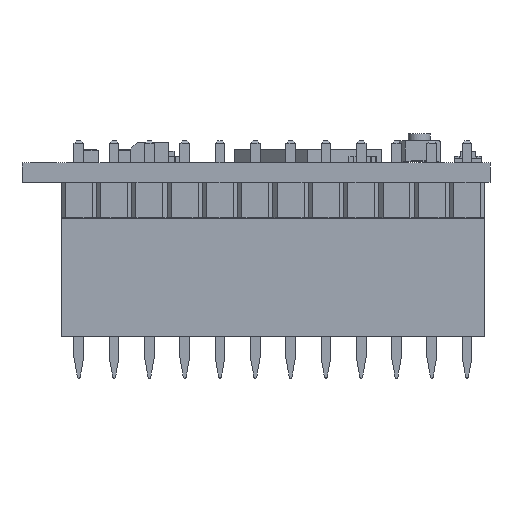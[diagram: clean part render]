
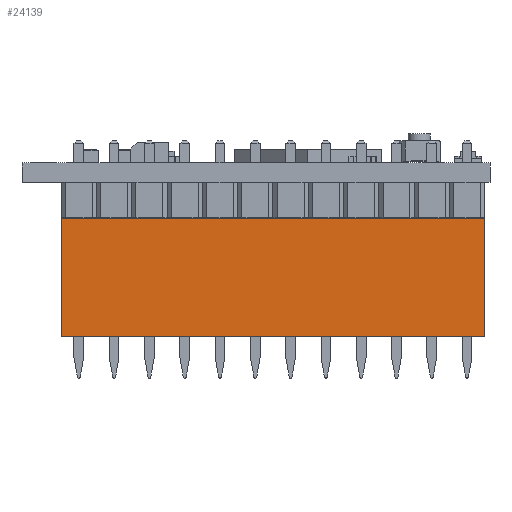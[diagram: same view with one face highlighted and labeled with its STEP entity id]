
A CAD part, left-side view. The second image highlights one B-rep face of the part: STEP entity #24139.
In plain terms, the highlighted planar face has unit normal (-1, 0, 0).
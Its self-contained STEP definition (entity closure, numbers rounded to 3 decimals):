
#23665 = VERTEX_POINT('',#23666);
#23666 = CARTESIAN_POINT('',(-1.27,1.27,8.5));
#23674 = EDGE_CURVE('',#23675,#23665,#23677,.T.);
#23675 = VERTEX_POINT('',#23676);
#23676 = CARTESIAN_POINT('',(-1.27,-29.21,8.5));
#23677 = LINE('',#23678,#23679);
#23678 = CARTESIAN_POINT('',(-1.27,-29.21,8.5));
#23679 = VECTOR('',#23680,1.);
#23680 = DIRECTION('',(0.,1.,0.));
#24112 = EDGE_CURVE('',#24113,#23665,#24115,.T.);
#24113 = VERTEX_POINT('',#24114);
#24114 = CARTESIAN_POINT('',(-1.27,1.27,0.));
#24115 = LINE('',#24116,#24117);
#24116 = CARTESIAN_POINT('',(-1.27,1.27,0.));
#24117 = VECTOR('',#24118,1.);
#24118 = DIRECTION('',(0.,0.,1.));
#24139 = ADVANCED_FACE('',(#24140),#24158,.T.);
#24140 = FACE_BOUND('',#24141,.T.);
#24141 = EDGE_LOOP('',(#24142,#24150,#24151,#24152));
#24142 = ORIENTED_EDGE('',*,*,#24143,.T.);
#24143 = EDGE_CURVE('',#24144,#23675,#24146,.T.);
#24144 = VERTEX_POINT('',#24145);
#24145 = CARTESIAN_POINT('',(-1.27,-29.21,0.));
#24146 = LINE('',#24147,#24148);
#24147 = CARTESIAN_POINT('',(-1.27,-29.21,0.));
#24148 = VECTOR('',#24149,1.);
#24149 = DIRECTION('',(0.,0.,1.));
#24150 = ORIENTED_EDGE('',*,*,#23674,.T.);
#24151 = ORIENTED_EDGE('',*,*,#24112,.F.);
#24152 = ORIENTED_EDGE('',*,*,#24153,.F.);
#24153 = EDGE_CURVE('',#24144,#24113,#24154,.T.);
#24154 = LINE('',#24155,#24156);
#24155 = CARTESIAN_POINT('',(-1.27,-29.21,0.));
#24156 = VECTOR('',#24157,1.);
#24157 = DIRECTION('',(0.,1.,0.));
#24158 = PLANE('',#24159);
#24159 = AXIS2_PLACEMENT_3D('',#24160,#24161,#24162);
#24160 = CARTESIAN_POINT('',(-1.27,-29.21,0.));
#24161 = DIRECTION('',(-1.,0.,0.));
#24162 = DIRECTION('',(0.,1.,0.));
